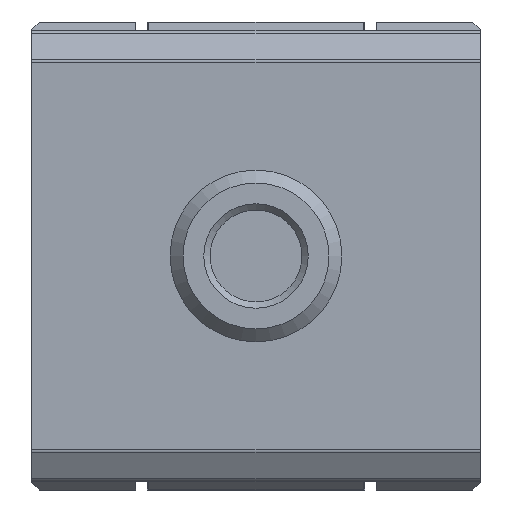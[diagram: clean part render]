
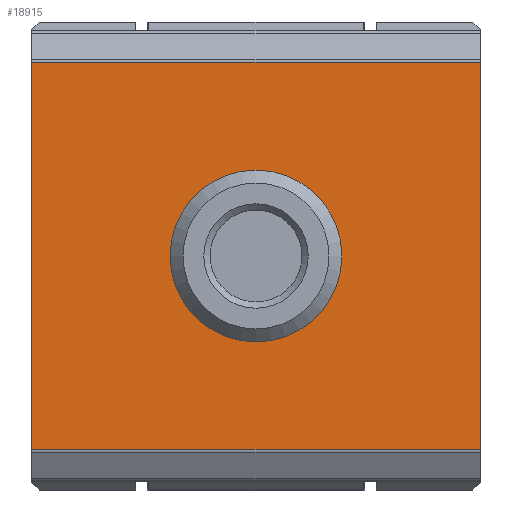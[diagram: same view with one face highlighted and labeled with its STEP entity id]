
A CAD part, front view. The second image highlights one B-rep face of the part: STEP entity #18915.
In plain terms, the highlighted planar face has unit normal (0, -1, 0).
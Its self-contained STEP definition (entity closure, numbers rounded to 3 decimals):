
#1673=PLANE('',#20041);
#2306=CIRCLE('',#20042,8.);
#2307=CIRCLE('',#20043,8.);
#3279=VERTEX_POINT('',#27782);
#3280=VERTEX_POINT('',#27784);
#3324=VERTEX_POINT('',#27873);
#3325=VERTEX_POINT('',#27875);
#3347=VERTEX_POINT('',#27946);
#3348=VERTEX_POINT('',#27947);
#5039=VECTOR('',#22404,1.);
#5074=VECTOR('',#22460,1.);
#5110=VECTOR('',#22511,1.);
#5111=VECTOR('',#22517,1.);
#7061=LINE('',#27783,#5039);
#7096=LINE('',#27874,#5074);
#7132=LINE('',#27943,#5110);
#7133=LINE('',#27949,#5111);
#9203=EDGE_CURVE('',#3279,#3280,#7061,.F.);
#9248=EDGE_CURVE('',#3325,#3324,#7096,.F.);
#9286=EDGE_CURVE('',#3280,#3324,#7132,.F.);
#9287=EDGE_CURVE('',#3347,#3348,#2306,.F.);
#9288=EDGE_CURVE('',#3348,#3347,#2307,.F.);
#9289=EDGE_CURVE('',#3279,#3325,#7133,.F.);
#12200=ORIENTED_EDGE('',*,*,#9287,.F.);
#12201=ORIENTED_EDGE('',*,*,#9288,.F.);
#12202=ORIENTED_EDGE('',*,*,#9248,.T.);
#12203=ORIENTED_EDGE('',*,*,#9286,.F.);
#12204=ORIENTED_EDGE('',*,*,#9203,.F.);
#12205=ORIENTED_EDGE('',*,*,#9289,.T.);
#16814=EDGE_LOOP('',(#12200,#12201));
#16815=EDGE_LOOP('',(#12202,#12203,#12204,#12205));
#17869=FACE_BOUND('',#16814,.T.);
#17870=FACE_BOUND('',#16815,.T.);
#18915=ADVANCED_FACE('',(#17869,#17870),#1673,.F.);
#20041=AXIS2_PLACEMENT_3D('',#27944,#22512,$);
#20042=AXIS2_PLACEMENT_3D('',#27945,#22513,#22514);
#20043=AXIS2_PLACEMENT_3D('',#27948,#22515,#22516);
#22404=DIRECTION('',(0.,0.,1.));
#22460=DIRECTION('',(0.,0.,1.));
#22511=DIRECTION('',(1.,0.,0.));
#22512=DIRECTION('',(0.,1.,0.));
#22513=DIRECTION('',(0.,1.,0.));
#22514=DIRECTION('',(0.,0.,-8.));
#22515=DIRECTION('',(0.,1.,0.));
#22516=DIRECTION('',(0.,0.,-8.));
#22517=DIRECTION('',(1.,0.,0.));
#27782=CARTESIAN_POINT('',(20.9,-25.6,18.039));
#27783=CARTESIAN_POINT('',(20.9,-25.6,19.22));
#27784=CARTESIAN_POINT('',(20.9,-25.6,-18.039));
#27873=CARTESIAN_POINT('',(-20.9,-25.6,-18.039));
#27874=CARTESIAN_POINT('',(-20.9,-25.6,19.22));
#27875=CARTESIAN_POINT('',(-20.9,-25.6,18.039));
#27943=CARTESIAN_POINT('',(20.9,-25.6,-18.039));
#27944=CARTESIAN_POINT('',(20.9,-25.6,18.039));
#27945=CARTESIAN_POINT('',(0.,-25.6,0.));
#27946=CARTESIAN_POINT('',(0.,-25.6,-8.));
#27947=CARTESIAN_POINT('',(0.,-25.6,8.));
#27948=CARTESIAN_POINT('',(0.,-25.6,0.));
#27949=CARTESIAN_POINT('',(20.9,-25.6,18.039));
